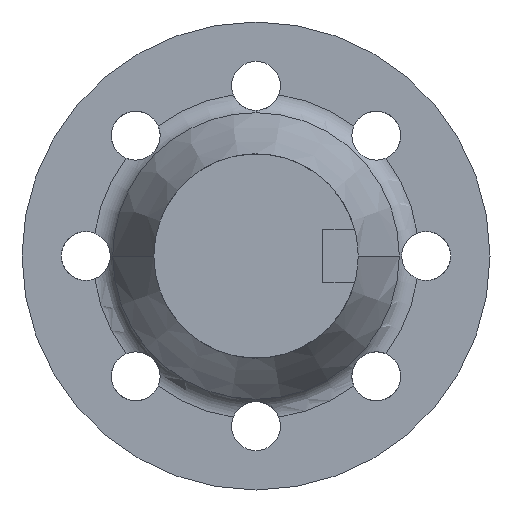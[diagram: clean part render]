
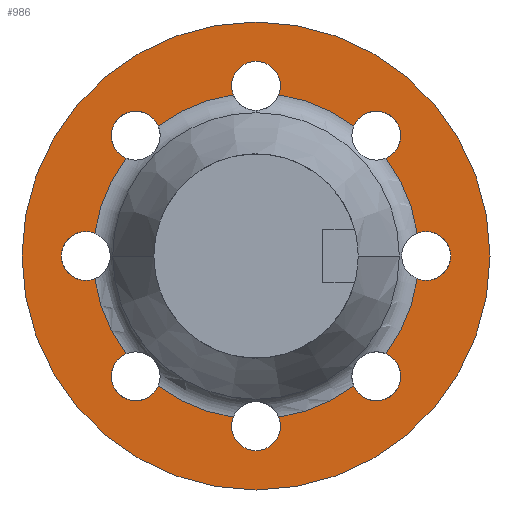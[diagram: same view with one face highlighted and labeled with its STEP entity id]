
A CAD part, front view. The second image highlights one B-rep face of the part: STEP entity #986.
In plain terms, the highlighted planar face has unit normal (0, -1, 0).
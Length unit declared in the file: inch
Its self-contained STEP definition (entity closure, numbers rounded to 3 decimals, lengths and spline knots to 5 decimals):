
#211=CARTESIAN_POINT('',(0.,63.,0.));
#212=DIRECTION('',(0.,-1.,0.));
#213=DIRECTION('',(0.601,0.,0.799));
#214=AXIS2_PLACEMENT_3D('',#211,#212,#213);
#216=CARTESIAN_POINT('',(0.,63.,8.));
#217=DIRECTION('',(0.,1.,0.));
#218=DIRECTION('',(1.,0.,0.));
#219=AXIS2_PLACEMENT_3D('',#216,#217,#218);
#221=CARTESIAN_POINT('',(0.,63.,8.));
#222=DIRECTION('',(0.,1.,0.));
#223=DIRECTION('',(-1.,0.,0.));
#224=AXIS2_PLACEMENT_3D('',#221,#222,#223);
#226=CARTESIAN_POINT('',(0.,63.,8.));
#227=DIRECTION('',(0.,1.,0.));
#228=DIRECTION('',(-0.93,0.,-0.367));
#229=AXIS2_PLACEMENT_3D('',#226,#227,#228);
#231=CARTESIAN_POINT('',(0.,63.,0.));
#232=DIRECTION('',(0.,-1.,0.));
#233=DIRECTION('',(-0.14,0.,0.99));
#234=AXIS2_PLACEMENT_3D('',#231,#232,#233);
#236=CARTESIAN_POINT('',(-5.65685,63.,5.65685));
#237=DIRECTION('',(0.,1.,0.));
#238=DIRECTION('',(-1.,0.,0.));
#239=AXIS2_PLACEMENT_3D('',#236,#237,#238);
#241=CARTESIAN_POINT('',(-5.65685,63.,5.65685));
#242=DIRECTION('',(0.,1.,0.));
#243=DIRECTION('',(-0.398,0.,-0.917));
#244=AXIS2_PLACEMENT_3D('',#241,#242,#243);
#246=CARTESIAN_POINT('',(0.,63.,0.));
#247=DIRECTION('',(0.,-1.,0.));
#248=DIRECTION('',(-0.799,0.,0.601));
#249=AXIS2_PLACEMENT_3D('',#246,#247,#248);
#251=CARTESIAN_POINT('',(-8.,63.,0.));
#252=DIRECTION('',(0.,1.,0.));
#253=DIRECTION('',(-1.,0.,0.));
#254=AXIS2_PLACEMENT_3D('',#251,#252,#253);
#256=CARTESIAN_POINT('',(-8.,63.,0.));
#257=DIRECTION('',(0.,1.,0.));
#258=DIRECTION('',(0.367,0.,-0.93));
#259=AXIS2_PLACEMENT_3D('',#256,#257,#258);
#261=CARTESIAN_POINT('',(0.,63.,0.));
#262=DIRECTION('',(0.,-1.,0.));
#263=DIRECTION('',(-0.99,0.,-0.14));
#264=AXIS2_PLACEMENT_3D('',#261,#262,#263);
#266=CARTESIAN_POINT('',(-5.65685,63.,-5.65685));
#267=DIRECTION('',(0.,1.,0.));
#268=DIRECTION('',(-1.,0.,0.));
#269=AXIS2_PLACEMENT_3D('',#266,#267,#268);
#271=CARTESIAN_POINT('',(-5.65685,63.,-5.65685));
#272=DIRECTION('',(0.,1.,0.));
#273=DIRECTION('',(0.917,0.,-0.398));
#274=AXIS2_PLACEMENT_3D('',#271,#272,#273);
#276=CARTESIAN_POINT('',(0.,63.,0.));
#277=DIRECTION('',(0.,-1.,0.));
#278=DIRECTION('',(-0.601,0.,-0.799));
#279=AXIS2_PLACEMENT_3D('',#276,#277,#278);
#281=CARTESIAN_POINT('',(0.,63.,-8.));
#282=DIRECTION('',(0.,1.,0.));
#283=DIRECTION('',(-1.,0.,0.));
#284=AXIS2_PLACEMENT_3D('',#281,#282,#283);
#286=CARTESIAN_POINT('',(0.,63.,-8.));
#287=DIRECTION('',(0.,1.,0.));
#288=DIRECTION('',(1.,0.,0.));
#289=AXIS2_PLACEMENT_3D('',#286,#287,#288);
#291=CARTESIAN_POINT('',(0.,63.,-8.));
#292=DIRECTION('',(0.,1.,0.));
#293=DIRECTION('',(0.93,0.,0.367));
#294=AXIS2_PLACEMENT_3D('',#291,#292,#293);
#296=CARTESIAN_POINT('',(0.,63.,0.));
#297=DIRECTION('',(0.,-1.,0.));
#298=DIRECTION('',(0.14,0.,-0.99));
#299=AXIS2_PLACEMENT_3D('',#296,#297,#298);
#301=CARTESIAN_POINT('',(5.65685,63.,-5.65685));
#302=DIRECTION('',(0.,1.,0.));
#303=DIRECTION('',(1.,0.,0.));
#304=AXIS2_PLACEMENT_3D('',#301,#302,#303);
#306=CARTESIAN_POINT('',(5.65685,63.,-5.65685));
#307=DIRECTION('',(0.,1.,0.));
#308=DIRECTION('',(0.398,0.,0.917));
#309=AXIS2_PLACEMENT_3D('',#306,#307,#308);
#311=CARTESIAN_POINT('',(0.,63.,0.));
#312=DIRECTION('',(0.,-1.,0.));
#313=DIRECTION('',(0.799,0.,-0.601));
#314=AXIS2_PLACEMENT_3D('',#311,#312,#313);
#316=CARTESIAN_POINT('',(8.,63.,0.));
#317=DIRECTION('',(0.,1.,0.));
#318=DIRECTION('',(1.,0.,0.));
#319=AXIS2_PLACEMENT_3D('',#316,#317,#318);
#321=CARTESIAN_POINT('',(8.,63.,0.));
#322=DIRECTION('',(0.,1.,0.));
#323=DIRECTION('',(-0.367,0.,0.93));
#324=AXIS2_PLACEMENT_3D('',#321,#322,#323);
#326=CARTESIAN_POINT('',(0.,63.,0.));
#327=DIRECTION('',(0.,-1.,0.));
#328=DIRECTION('',(0.99,0.,0.14));
#329=AXIS2_PLACEMENT_3D('',#326,#327,#328);
#331=CARTESIAN_POINT('',(5.65685,63.,5.65685));
#332=DIRECTION('',(0.,1.,0.));
#333=DIRECTION('',(1.,0.,0.));
#334=AXIS2_PLACEMENT_3D('',#331,#332,#333);
#336=CARTESIAN_POINT('',(5.65685,63.,5.65685));
#337=DIRECTION('',(0.,1.,0.));
#338=DIRECTION('',(-0.917,0.,0.398));
#339=AXIS2_PLACEMENT_3D('',#336,#337,#338);
#341=CARTESIAN_POINT('',(0.,63.,0.));
#342=DIRECTION('',(0.,1.,0.));
#343=DIRECTION('',(1.,0.,0.));
#344=AXIS2_PLACEMENT_3D('',#341,#342,#343);
#350=CARTESIAN_POINT('',(0.,63.,0.));
#351=DIRECTION('',(0.,-1.,0.));
#352=DIRECTION('',(1.,0.,0.));
#353=AXIS2_PLACEMENT_3D('',#350,#351,#352);
#603=CARTESIAN_POINT('',(11.,63.,0.));
#605=VERTEX_POINT('',#603);
#615=CARTESIAN_POINT('',(-11.,63.,0.));
#617=VERTEX_POINT('',#615);
#625=CARTESIAN_POINT('',(-1.15,63.,8.));
#626=CARTESIAN_POINT('',(1.15,63.,8.));
#627=VERTEX_POINT('',#625);
#628=VERTEX_POINT('',#626);
#629=CARTESIAN_POINT('',(1.15,63.,-8.));
#630=CARTESIAN_POINT('',(-1.15,63.,-8.));
#631=VERTEX_POINT('',#629);
#632=VERTEX_POINT('',#630);
#665=CARTESIAN_POINT('',(-9.15,63.,0.));
#666=VERTEX_POINT('',#665);
#667=CARTESIAN_POINT('',(-6.80685,63.,5.65685));
#668=VERTEX_POINT('',#667);
#669=CARTESIAN_POINT('',(6.80685,63.,5.65685));
#670=VERTEX_POINT('',#669);
#671=CARTESIAN_POINT('',(9.15,63.,0.));
#672=VERTEX_POINT('',#671);
#673=CARTESIAN_POINT('',(6.80685,63.,-5.65685));
#674=VERTEX_POINT('',#673);
#675=CARTESIAN_POINT('',(-6.80685,63.,-5.65685));
#676=VERTEX_POINT('',#675);
#679=CARTESIAN_POINT('',(4.60176,63.,6.11432));
#680=CARTESIAN_POINT('',(1.06954,63.,7.57741));
#681=VERTEX_POINT('',#679);
#682=VERTEX_POINT('',#680);
#683=CARTESIAN_POINT('',(-1.06954,63.,7.57741));
#684=CARTESIAN_POINT('',(-4.60176,63.,6.11432));
#685=VERTEX_POINT('',#683);
#686=VERTEX_POINT('',#684);
#693=CARTESIAN_POINT('',(-6.11432,63.,4.60176));
#694=CARTESIAN_POINT('',(-7.57741,63.,1.06954));
#695=VERTEX_POINT('',#693);
#696=VERTEX_POINT('',#694);
#697=CARTESIAN_POINT('',(-7.57741,63.,-1.06954));
#698=CARTESIAN_POINT('',(-6.11432,63.,-4.60176));
#699=VERTEX_POINT('',#697);
#700=VERTEX_POINT('',#698);
#701=CARTESIAN_POINT('',(-4.60176,63.,-6.11432));
#702=CARTESIAN_POINT('',(-1.06954,63.,-7.57741));
#703=VERTEX_POINT('',#701);
#704=VERTEX_POINT('',#702);
#705=CARTESIAN_POINT('',(1.06954,63.,-7.57741));
#706=CARTESIAN_POINT('',(4.60176,63.,-6.11432));
#707=VERTEX_POINT('',#705);
#708=VERTEX_POINT('',#706);
#709=CARTESIAN_POINT('',(6.11432,63.,-4.60176));
#710=CARTESIAN_POINT('',(7.57741,63.,-1.06954));
#711=VERTEX_POINT('',#709);
#712=VERTEX_POINT('',#710);
#713=CARTESIAN_POINT('',(7.57741,63.,1.06954));
#714=CARTESIAN_POINT('',(6.11432,63.,4.60176));
#715=VERTEX_POINT('',#713);
#716=VERTEX_POINT('',#714);
#930=CARTESIAN_POINT('',(0.,63.,0.));
#931=DIRECTION('',(0.,1.,0.));
#932=DIRECTION('',(1.,0.,0.));
#933=AXIS2_PLACEMENT_3D('',#930,#931,#932);
#934=PLANE('',#933);
#936=ORIENTED_EDGE('',*,*,#935,.T.);
#938=ORIENTED_EDGE('',*,*,#937,.F.);
#939=EDGE_LOOP('',(#936,#938));
#940=FACE_OUTER_BOUND('',#939,.F.);
#941=ORIENTED_EDGE('',*,*,#865,.T.);
#943=ORIENTED_EDGE('',*,*,#942,.F.);
#945=ORIENTED_EDGE('',*,*,#944,.F.);
#947=ORIENTED_EDGE('',*,*,#946,.F.);
#949=ORIENTED_EDGE('',*,*,#948,.T.);
#951=ORIENTED_EDGE('',*,*,#950,.F.);
#953=ORIENTED_EDGE('',*,*,#952,.F.);
#954=ORIENTED_EDGE('',*,*,#850,.T.);
#955=ORIENTED_EDGE('',*,*,#920,.F.);
#956=ORIENTED_EDGE('',*,*,#906,.F.);
#957=ORIENTED_EDGE('',*,*,#893,.T.);
#959=ORIENTED_EDGE('',*,*,#958,.F.);
#961=ORIENTED_EDGE('',*,*,#960,.F.);
#962=ORIENTED_EDGE('',*,*,#887,.T.);
#964=ORIENTED_EDGE('',*,*,#963,.F.);
#966=ORIENTED_EDGE('',*,*,#965,.F.);
#968=ORIENTED_EDGE('',*,*,#967,.F.);
#969=ORIENTED_EDGE('',*,*,#883,.T.);
#971=ORIENTED_EDGE('',*,*,#970,.F.);
#973=ORIENTED_EDGE('',*,*,#972,.F.);
#974=ORIENTED_EDGE('',*,*,#877,.T.);
#976=ORIENTED_EDGE('',*,*,#975,.F.);
#978=ORIENTED_EDGE('',*,*,#977,.F.);
#979=ORIENTED_EDGE('',*,*,#871,.T.);
#981=ORIENTED_EDGE('',*,*,#980,.F.);
#983=ORIENTED_EDGE('',*,*,#982,.F.);
#984=EDGE_LOOP('',(#941,#943,#945,#947,#949,#951,#953,#954,#955,#956,#957,#959,
#961,#962,#964,#966,#968,#969,#971,#973,#974,#976,#978,#979,#981,#983));
#985=FACE_BOUND('',#984,.F.);
#215=CIRCLE('',#214,7.65252);
#220=CIRCLE('',#219,1.15);
#225=CIRCLE('',#224,1.15);
#230=CIRCLE('',#229,1.15);
#235=CIRCLE('',#234,7.65252);
#240=CIRCLE('',#239,1.15);
#245=CIRCLE('',#244,1.15);
#250=CIRCLE('',#249,7.65252);
#255=CIRCLE('',#254,1.15);
#260=CIRCLE('',#259,1.15);
#265=CIRCLE('',#264,7.65252);
#270=CIRCLE('',#269,1.15);
#275=CIRCLE('',#274,1.15);
#280=CIRCLE('',#279,7.65252);
#285=CIRCLE('',#284,1.15);
#290=CIRCLE('',#289,1.15);
#295=CIRCLE('',#294,1.15);
#300=CIRCLE('',#299,7.65252);
#305=CIRCLE('',#304,1.15);
#310=CIRCLE('',#309,1.15);
#315=CIRCLE('',#314,7.65252);
#320=CIRCLE('',#319,1.15);
#325=CIRCLE('',#324,1.15);
#330=CIRCLE('',#329,7.65252);
#335=CIRCLE('',#334,1.15);
#340=CIRCLE('',#339,1.15);
#345=CIRCLE('',#344,11.);
#354=CIRCLE('',#353,11.);
#850=EDGE_CURVE('',#695,#696,#250,.T.);
#865=EDGE_CURVE('',#681,#682,#215,.T.);
#871=EDGE_CURVE('',#715,#716,#330,.T.);
#877=EDGE_CURVE('',#711,#712,#315,.T.);
#883=EDGE_CURVE('',#707,#708,#300,.T.);
#887=EDGE_CURVE('',#703,#704,#280,.T.);
#893=EDGE_CURVE('',#699,#700,#265,.T.);
#906=EDGE_CURVE('',#699,#666,#260,.T.);
#920=EDGE_CURVE('',#666,#696,#255,.T.);
#935=EDGE_CURVE('',#605,#617,#345,.T.);
#937=EDGE_CURVE('',#605,#617,#354,.T.);
#942=EDGE_CURVE('',#628,#682,#220,.T.);
#944=EDGE_CURVE('',#627,#628,#225,.T.);
#946=EDGE_CURVE('',#685,#627,#230,.T.);
#948=EDGE_CURVE('',#685,#686,#235,.T.);
#950=EDGE_CURVE('',#668,#686,#240,.T.);
#952=EDGE_CURVE('',#695,#668,#245,.T.);
#958=EDGE_CURVE('',#676,#700,#270,.T.);
#960=EDGE_CURVE('',#703,#676,#275,.T.);
#963=EDGE_CURVE('',#632,#704,#285,.T.);
#965=EDGE_CURVE('',#631,#632,#290,.T.);
#967=EDGE_CURVE('',#707,#631,#295,.T.);
#970=EDGE_CURVE('',#674,#708,#305,.T.);
#972=EDGE_CURVE('',#711,#674,#310,.T.);
#975=EDGE_CURVE('',#672,#712,#320,.T.);
#977=EDGE_CURVE('',#715,#672,#325,.T.);
#980=EDGE_CURVE('',#670,#716,#335,.T.);
#982=EDGE_CURVE('',#681,#670,#340,.T.);
#986=ADVANCED_FACE('',(#940,#985),#934,.F.);
